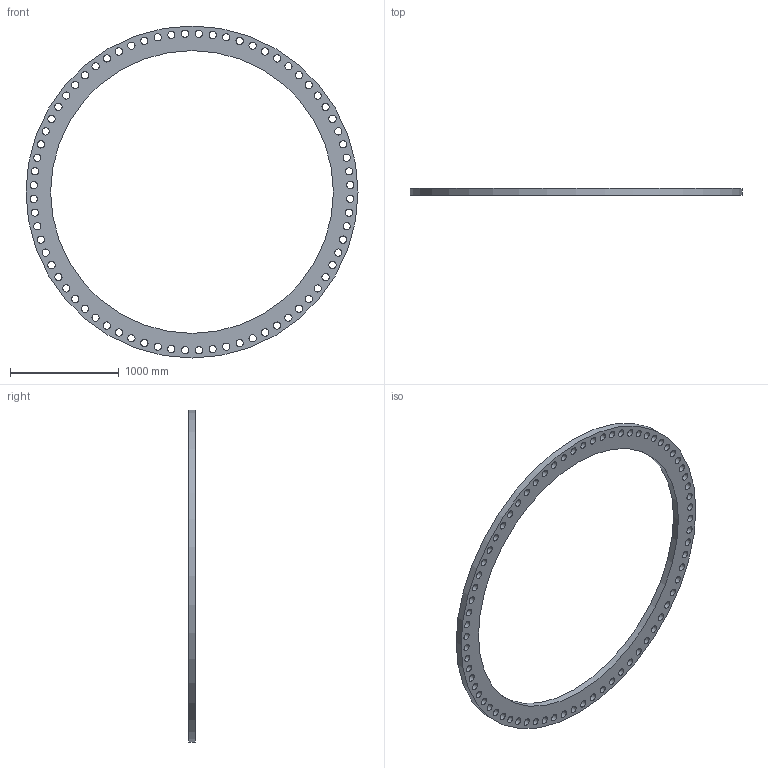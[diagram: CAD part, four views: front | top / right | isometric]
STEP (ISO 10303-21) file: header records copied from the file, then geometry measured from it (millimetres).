
FILE_DESCRIPTION(/* description */ (''),/* implementation_level */ '2;1');
FILE_NAME(/* name */ 'AWWA-C207-B102-S.stp',/* time_stamp */ '2023-11-03T14:18:11-04:00',/* author */ ('Admin'),/* organization */ (''),/* preprocessor_version */ 'ST-DEVELOPER v19',/* originating_system */ 'Autodesk Inventor 2023',/* authorisation */ '');
FILE_SCHEMA (('AUTOMOTIVE_DESIGN { 1 0 10303 214 3 1 1 }'));
Length unit declared in the file: inch
Products named in the file (1): AWWA-C207-B102-S
Bounding box: 3048 x 63.5 x 3048 mm (x, y, z)
Volume: 111363414.8 mm3; surface area: 5591039.6 mm2
Topology: 1 solids, 1 shells, 76 faces, 222 edges, 148 vertices
Faces by surface type: cylinder 74, plane 2
Full cylindrical faces by diameter (mm): 66.675 x72, 2595.626 x1, 3048 x1
Entity records: 2951 total; most frequent: DIRECTION 524, CARTESIAN_POINT 447, ORIENTED_EDGE 444, AXIS2_PLACEMENT_3D 225, EDGE_LOOP 222, EDGE_CURVE 222, CIRCLE 148, VERTEX_POINT 148
